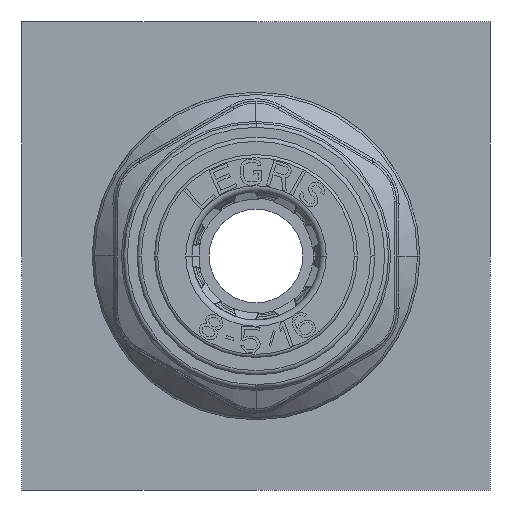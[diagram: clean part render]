
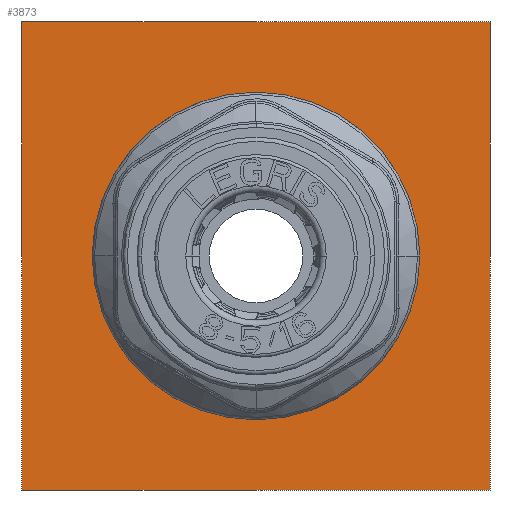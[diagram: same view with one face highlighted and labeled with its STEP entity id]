
A CAD part, left-side view. The second image highlights one B-rep face of the part: STEP entity #3873.
In plain terms, the highlighted planar face has unit normal (-1, 0, 0).
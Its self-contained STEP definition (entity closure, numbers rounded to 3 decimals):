
#3873=ADVANCED_FACE('',(#8083,#8084),#8085,.F.);
#8083=FACE_OUTER_BOUND('',#17531,.T.);
#8084=FACE_BOUND('',#17532,.T.);
#8085=PLANE('',#17533);
#17531=EDGE_LOOP('',(#30400,#30401,#30402,#30403));
#17532=EDGE_LOOP('',(#30404,#30405));
#17533=AXIS2_PLACEMENT_3D('',#30406,#30407,#30408);
#30400=ORIENTED_EDGE('',*,*,#37830,.F.);
#30401=ORIENTED_EDGE('',*,*,#38171,.F.);
#30402=ORIENTED_EDGE('',*,*,#38389,.F.);
#30403=ORIENTED_EDGE('',*,*,#34935,.F.);
#30404=ORIENTED_EDGE('',*,*,#38270,.F.);
#30405=ORIENTED_EDGE('',*,*,#38414,.F.);
#30406=CARTESIAN_POINT('',(-24.5,0.0,0.0));
#30407=DIRECTION('',(1.0,0.0,0.0));
#30408=DIRECTION('',(0.0,1.0,0.0));
#34935=EDGE_CURVE('',#41219,#41220,#41221,.T.);
#37830=EDGE_CURVE('',#45481,#41219,#45482,.T.);
#38171=EDGE_CURVE('',#45890,#45481,#45891,.T.);
#38270=EDGE_CURVE('',#46007,#46009,#46010,.T.);
#38389=EDGE_CURVE('',#41220,#45890,#46150,.T.);
#38414=EDGE_CURVE('',#46009,#46007,#46177,.T.);
#41219=VERTEX_POINT('',#51014);
#41220=VERTEX_POINT('',#51015);
#41221=LINE('',#51016,#51017);
#45481=VERTEX_POINT('',#60191);
#45482=LINE('',#60192,#60193);
#45890=VERTEX_POINT('',#61491);
#45891=LINE('',#61492,#61493);
#46007=VERTEX_POINT('',#61740);
#46009=VERTEX_POINT('',#61743);
#46010=CIRCLE('',#61744,7.75);
#46150=LINE('',#62120,#62121);
#46177=CIRCLE('',#62162,7.75);
#51014=CARTESIAN_POINT('',(-24.5,-15.0,-15.0));
#51015=CARTESIAN_POINT('',(-24.5,15.0,-15.0));
#51016=CARTESIAN_POINT('',(-24.5,-15.0,-15.0));
#51017=VECTOR('',#64874,30.0);
#60191=CARTESIAN_POINT('',(-24.5,-15.0,15.0));
#60192=CARTESIAN_POINT('',(-24.5,-15.0,15.0));
#60193=VECTOR('',#67913,30.0);
#61491=CARTESIAN_POINT('',(-24.5,15.0,15.0));
#61492=CARTESIAN_POINT('',(-24.5,15.0,15.0));
#61493=VECTOR('',#68236,30.0);
#61740=CARTESIAN_POINT('',(-24.5,7.75,0.0));
#61743=CARTESIAN_POINT('',(-24.5,-7.75,0.));
#61744=AXIS2_PLACEMENT_3D('',#68319,#68320,#68321);
#62120=CARTESIAN_POINT('',(-24.5,15.0,-15.0));
#62121=VECTOR('',#68403,30.0);
#62162=AXIS2_PLACEMENT_3D('',#68422,#68423,#68424);
#64874=DIRECTION('',(0.0,1.0,0.0));
#67913=DIRECTION('',(0.0,0.0,-1.0));
#68236=DIRECTION('',(0.0,-1.0,0.0));
#68319=CARTESIAN_POINT('',(-24.5,0.0,0.0));
#68320=DIRECTION('',(-1.0,0.0,0.0));
#68321=DIRECTION('',(0.0,1.0,0.0));
#68403=DIRECTION('',(0.0,0.0,1.0));
#68422=CARTESIAN_POINT('',(-24.5,0.0,0.0));
#68423=DIRECTION('',(-1.0,0.0,0.0));
#68424=DIRECTION('',(0.0,1.0,0.0));
